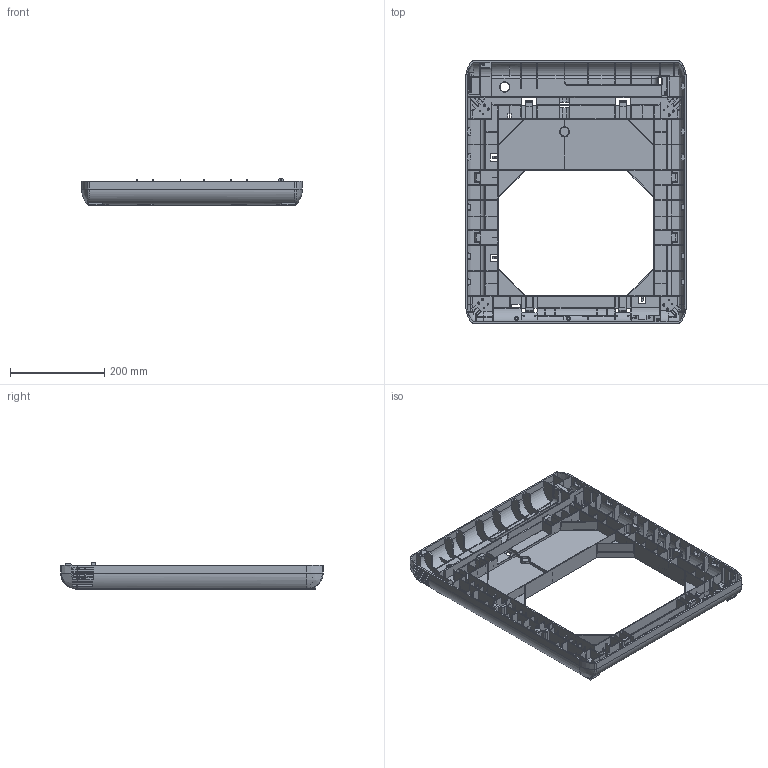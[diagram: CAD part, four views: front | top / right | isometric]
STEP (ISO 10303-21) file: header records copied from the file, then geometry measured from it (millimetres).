
FILE_DESCRIPTION(/* description */ ('','CAx-IF Rec.Pracs.---Representation and Presentation of Product Manufacturing Information (PMI)---4.0---2014-10-13'),/* implementation_level */ '2;1');
FILE_NAME(/* name */ 'Base v3.step',/* time_stamp */ '2024-12-15T16:24:01-05:00',/* author */ (''),/* organization */ (''),/* preprocessor_version */ 'ST-DEVELOPER v20',/* originating_system */ 'Autodesk Translation Framework v13.20.0.188',/* authorisation */ '');
FILE_SCHEMA (('AP242_MANAGED_MODEL_BASED_3D_ENGINEERING_MIM_LF { 1 0 10303 442 1 1 4 }'));
Products named in the file (1): Base
Bounding box: 467 x 556 x 57.5 mm (x, y, z)
Volume: 1215869.7 mm3; surface area: 1045937.8 mm2
Topology: 1 solids, 1 shells, 2220 faces, 6376 edges, 4211 vertices
Faces by surface type: plane 1758, cylinder 421, bspline 23, cone 10, torus 7, sphere 1
Full cylindrical faces by diameter (mm): 2.5 x16, 4 x2, 4.774 x1, 5 x11, 8 x2, 18.5 x2, 20 x1
Entity records: 73375 total; most frequent: CARTESIAN_POINT 14584, ORIENTED_EDGE 12722, DIRECTION 11559, EDGE_CURVE 6361, LINE 5243, VECTOR 5243, VERTEX_POINT 4203, AXIS2_PLACEMENT_3D 3158
